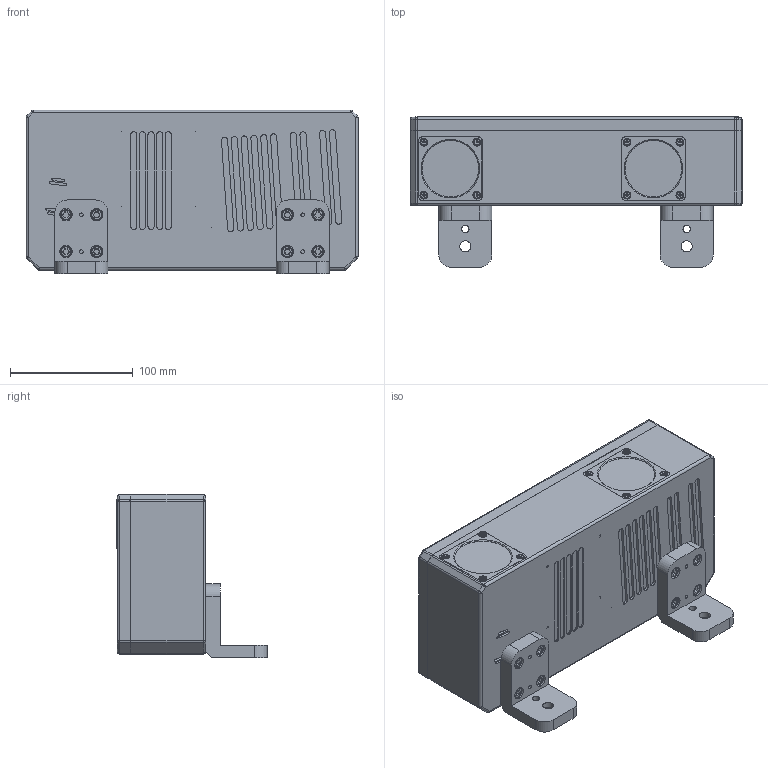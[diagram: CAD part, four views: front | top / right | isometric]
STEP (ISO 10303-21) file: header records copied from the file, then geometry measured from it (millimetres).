
FILE_DESCRIPTION (( 'STEP AP214' ), '1' );
FILE_NAME ('3D model- Log S.STEP', '2021-08-02T13:09:57', ( '' ), ( '' ), 'SwSTEP 2.0', 'SolidWorks 2015', '' );
FILE_SCHEMA (( 'AUTOMOTIVE_DESIGN' ));
Length unit declared in the file: millimetre
Products named in the file (1): 3D model- Log S
Bounding box: 270 x 122.24 x 133 mm (x, y, z)
Volume: 2586109.5 mm3; surface area: 275945.5 mm2
Topology: 43 solids, 68 shells, 4721 faces, 12688 edges, 8340 vertices
Faces by surface type: plane 2721, cylinder 1138, bspline 645, cone 197, torus 20
Entity records: 249000 total; most frequent: CARTESIAN_POINT 86295, ORIENTED_EDGE 25288, DIRECTION 19639, EDGE_CURVE 12644, VERTEX_POINT 8340, VECTOR 6725, LINE 6725, AXIS2_PLACEMENT_3D 6457
